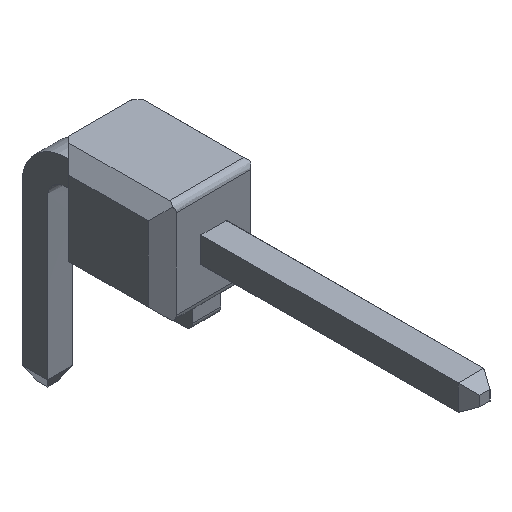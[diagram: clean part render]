
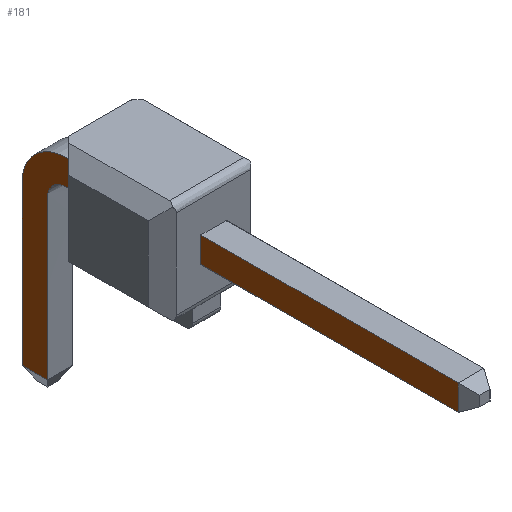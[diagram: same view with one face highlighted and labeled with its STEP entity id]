
A CAD part, isometric view. The second image highlights one B-rep face of the part: STEP entity #181.
In plain terms, the highlighted planar face has unit normal (-1, -0.003, 0).
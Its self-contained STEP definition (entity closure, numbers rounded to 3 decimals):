
#32=(
BOUNDED_CURVE()
B_SPLINE_CURVE(2,(#2625,#2626,#2627),.UNSPECIFIED.,.F.,.F.)
B_SPLINE_CURVE_WITH_KNOTS((3,3),(-31.5,-30.87),
 .UNSPECIFIED.)
CURVE()
GEOMETRIC_REPRESENTATION_ITEM()
RATIONAL_B_SPLINE_CURVE((1.,1.,1.))
REPRESENTATION_ITEM('')
);
#33=(
BOUNDED_CURVE()
B_SPLINE_CURVE(2,(#2628,#2629,#2630),.UNSPECIFIED.,.F.,.F.)
B_SPLINE_CURVE_WITH_KNOTS((3,3),(-31.5,-30.87),
 .UNSPECIFIED.)
CURVE()
GEOMETRIC_REPRESENTATION_ITEM()
RATIONAL_B_SPLINE_CURVE((1.,1.,1.))
REPRESENTATION_ITEM('')
);
#34=(
BOUNDED_CURVE()
B_SPLINE_CURVE(2,(#2631,#2632,#2633,#2634,#2635,#2636,#2637),
 .UNSPECIFIED.,.F.,.F.)
B_SPLINE_CURVE_WITH_KNOTS((3,2,2,3),(-30.87,-23.432,
-21.728,-18.725),.UNSPECIFIED.)
CURVE()
GEOMETRIC_REPRESENTATION_ITEM()
RATIONAL_B_SPLINE_CURVE((1.,1.,1.,0.707,1.,1.,1.))
REPRESENTATION_ITEM('')
);
#35=(
BOUNDED_CURVE()
B_SPLINE_CURVE(2,(#2638,#2639,#2640,#2641,#2642,#2643,#2644),
 .UNSPECIFIED.,.F.,.F.)
B_SPLINE_CURVE_WITH_KNOTS((3,2,2,3),(-30.87,-23.432,
-21.728,-18.725),.UNSPECIFIED.)
CURVE()
GEOMETRIC_REPRESENTATION_ITEM()
RATIONAL_B_SPLINE_CURVE((1.,1.,1.,0.707,1.,1.,1.))
REPRESENTATION_ITEM('')
);
#36=(
BOUNDED_CURVE()
B_SPLINE_CURVE(2,(#2645,#2646,#2647),.UNSPECIFIED.,.F.,.F.)
B_SPLINE_CURVE_WITH_KNOTS((3,3),(-18.725,-18.095),
 .UNSPECIFIED.)
CURVE()
GEOMETRIC_REPRESENTATION_ITEM()
RATIONAL_B_SPLINE_CURVE((1.,1.,1.))
REPRESENTATION_ITEM('')
);
#37=(
BOUNDED_CURVE()
B_SPLINE_CURVE(2,(#2648,#2649,#2650),.UNSPECIFIED.,.F.,.F.)
B_SPLINE_CURVE_WITH_KNOTS((3,3),(-18.725,-18.095),
 .UNSPECIFIED.)
CURVE()
GEOMETRIC_REPRESENTATION_ITEM()
RATIONAL_B_SPLINE_CURVE((1.,1.,1.))
REPRESENTATION_ITEM('')
);
#38=(
BOUNDED_CURVE()
B_SPLINE_CURVE(2,(#2651,#2652,#2653,#2654,#2655,#2656,#2657),
 .UNSPECIFIED.,.F.,.F.)
B_SPLINE_CURVE_WITH_KNOTS((3,2,2,3),(-18.095,-15.093,
-14.378,-6.94),.UNSPECIFIED.)
CURVE()
GEOMETRIC_REPRESENTATION_ITEM()
RATIONAL_B_SPLINE_CURVE((1.,1.,1.,0.707,1.,1.,1.))
REPRESENTATION_ITEM('')
);
#39=(
BOUNDED_CURVE()
B_SPLINE_CURVE(2,(#2658,#2659,#2660,#2661,#2662,#2663,#2664),
 .UNSPECIFIED.,.F.,.F.)
B_SPLINE_CURVE_WITH_KNOTS((3,2,2,3),(-18.095,-15.093,
-14.378,-6.94),.UNSPECIFIED.)
CURVE()
GEOMETRIC_REPRESENTATION_ITEM()
RATIONAL_B_SPLINE_CURVE((1.,1.,1.,0.707,1.,1.,1.))
REPRESENTATION_ITEM('')
);
#181=ADVANCED_FACE('',(#226),#1390,.T.);
#226=FACE_OUTER_BOUND('',#271,.T.);
#271=EDGE_LOOP('',(#351,#352,#353,#354));
#351=ORIENTED_EDGE('',*,*,#1170,.T.);
#352=ORIENTED_EDGE('',*,*,#1171,.T.);
#353=ORIENTED_EDGE('',*,*,#1172,.T.);
#354=ORIENTED_EDGE('',*,*,#1173,.T.);
#577=PCURVE('',#1390,#803);
#578=PCURVE('',#1390,#804);
#579=PCURVE('',#1390,#805);
#580=PCURVE('',#1390,#806);
#803=DEFINITIONAL_REPRESENTATION('',(#33),#3535);
#804=DEFINITIONAL_REPRESENTATION('',(#35),#3535);
#805=DEFINITIONAL_REPRESENTATION('',(#37),#3535);
#806=DEFINITIONAL_REPRESENTATION('',(#39),#3535);
#1029=SURFACE_CURVE('',#32,(#577),.PCURVE_S1.);
#1030=SURFACE_CURVE('',#34,(#578),.PCURVE_S1.);
#1031=SURFACE_CURVE('',#36,(#579),.PCURVE_S1.);
#1032=SURFACE_CURVE('',#38,(#580),.PCURVE_S1.);
#1170=EDGE_CURVE('',#1311,#1314,#1029,.T.);
#1171=EDGE_CURVE('',#1314,#1313,#1030,.T.);
#1172=EDGE_CURVE('',#1313,#1312,#1031,.T.);
#1173=EDGE_CURVE('',#1312,#1311,#1032,.T.);
#1311=VERTEX_POINT('',#2621);
#1312=VERTEX_POINT('',#2622);
#1313=VERTEX_POINT('',#2623);
#1314=VERTEX_POINT('',#2624);
#1390=PLANE('',#1879);
#1879=AXIS2_PLACEMENT_3D('',#2620,#1923,$);
#1923=DIRECTION('',(-1.,-0.003,0.));
#2620=CARTESIAN_POINT('',(-0.316,0.422,-2.91));
#2621=CARTESIAN_POINT('',(-0.288,-10.456,1.505));
#2622=CARTESIAN_POINT('',(-0.315,-0.316,-2.86));
#2623=CARTESIAN_POINT('',(-0.316,0.314,-2.86));
#2624=CARTESIAN_POINT('',(-0.288,-10.456,2.135));
#2625=CARTESIAN_POINT('',(-0.288,-10.456,1.505));
#2626=CARTESIAN_POINT('',(-0.288,-10.456,1.82));
#2627=CARTESIAN_POINT('',(-0.288,-10.456,2.135));
#2628=CARTESIAN_POINT('',(0.,0.));
#2629=CARTESIAN_POINT('',(0.,0.315));
#2630=CARTESIAN_POINT('',(0.,0.63));
#2631=CARTESIAN_POINT('',(-0.288,-10.456,2.135));
#2632=CARTESIAN_POINT('',(-0.3,-5.614,2.135));
#2633=CARTESIAN_POINT('',(-0.313,-0.771,2.135));
#2634=CARTESIAN_POINT('',(-0.316,0.314,2.135));
#2635=CARTESIAN_POINT('',(-0.316,0.314,1.05));
#2636=CARTESIAN_POINT('',(-0.316,0.314,-0.905));
#2637=CARTESIAN_POINT('',(-0.316,0.314,-2.86));
#2638=CARTESIAN_POINT('',(0.,0.63));
#2639=CARTESIAN_POINT('',(-4.843,0.63));
#2640=CARTESIAN_POINT('',(-9.686,0.63));
#2641=CARTESIAN_POINT('',(-10.771,0.63));
#2642=CARTESIAN_POINT('',(-10.771,-0.455));
#2643=CARTESIAN_POINT('',(-10.771,-2.41));
#2644=CARTESIAN_POINT('',(-10.771,-4.365));
#2645=CARTESIAN_POINT('',(-0.316,0.314,-2.86));
#2646=CARTESIAN_POINT('',(-0.315,-0.001,-2.86));
#2647=CARTESIAN_POINT('',(-0.315,-0.316,-2.86));
#2648=CARTESIAN_POINT('',(-10.771,-4.365));
#2649=CARTESIAN_POINT('',(-10.456,-4.365));
#2650=CARTESIAN_POINT('',(-10.141,-4.365));
#2651=CARTESIAN_POINT('',(-0.315,-0.316,-2.86));
#2652=CARTESIAN_POINT('',(-0.314,-0.316,-0.905));
#2653=CARTESIAN_POINT('',(-0.314,-0.316,1.05));
#2654=CARTESIAN_POINT('',(-0.314,-0.316,1.505));
#2655=CARTESIAN_POINT('',(-0.313,-0.771,1.505));
#2656=CARTESIAN_POINT('',(-0.3,-5.614,1.505));
#2657=CARTESIAN_POINT('',(-0.288,-10.456,1.505));
#2658=CARTESIAN_POINT('',(-10.141,-4.365));
#2659=CARTESIAN_POINT('',(-10.141,-2.41));
#2660=CARTESIAN_POINT('',(-10.141,-0.455));
#2661=CARTESIAN_POINT('',(-10.141,0.));
#2662=CARTESIAN_POINT('',(-9.686,0.));
#2663=CARTESIAN_POINT('',(-4.843,0.));
#2664=CARTESIAN_POINT('',(0.,0.));
#3535=(
GEOMETRIC_REPRESENTATION_CONTEXT(2)
PARAMETRIC_REPRESENTATION_CONTEXT()
REPRESENTATION_CONTEXT('pspace','')
);
